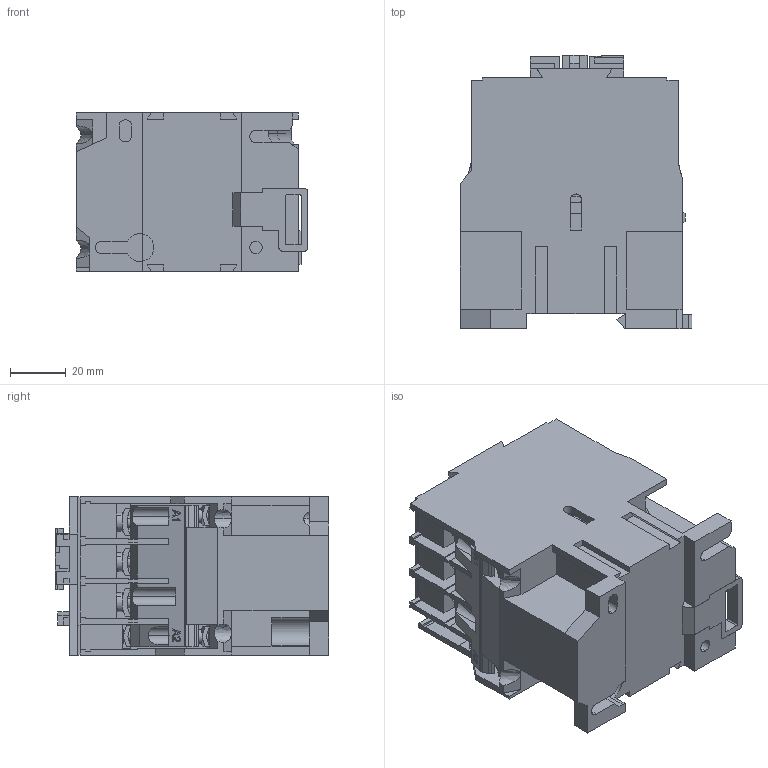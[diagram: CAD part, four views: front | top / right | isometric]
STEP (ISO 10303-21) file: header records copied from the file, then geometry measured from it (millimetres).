
FILE_DESCRIPTION (( 'STEP AP214' ), '1' );
FILE_NAME ('KKM21-032-400-01 Êîíòàêòîð ÊÌÈ-23211 32À 400Â_ÀÑ3 1ÍÇ ÈÝÊ.STEP', '2017-11-24T06:55:19', ( '' ), ( '' ), 'SwSTEP 2.0', 'SolidWorks 2014', '' );
FILE_SCHEMA (( 'AUTOMOTIVE_DESIGN' ));
Length unit declared in the file: millimetre
Products named in the file (1): KKM21-032-400-01 Êîíòàêòîð ÊÌÈ-23211 32À 400Â_ÀÑ3 1ÍÇ ÈÝÊ
Bounding box: 83.5 x 98.5 x 57 mm (x, y, z)
Volume: 324152.5 mm3; surface area: 60901.2 mm2
Topology: 1 solids, 1 shells, 1517 faces, 4380 edges, 2883 vertices
Faces by surface type: plane 1158, cylinder 181, bspline 139, torus 39
Entity records: 56799 total; most frequent: CARTESIAN_POINT 17918, ORIENTED_EDGE 8760, DIRECTION 7024, EDGE_CURVE 4380, VECTOR 3428, LINE 3428, VERTEX_POINT 2883, AXIS2_PLACEMENT_3D 1798
